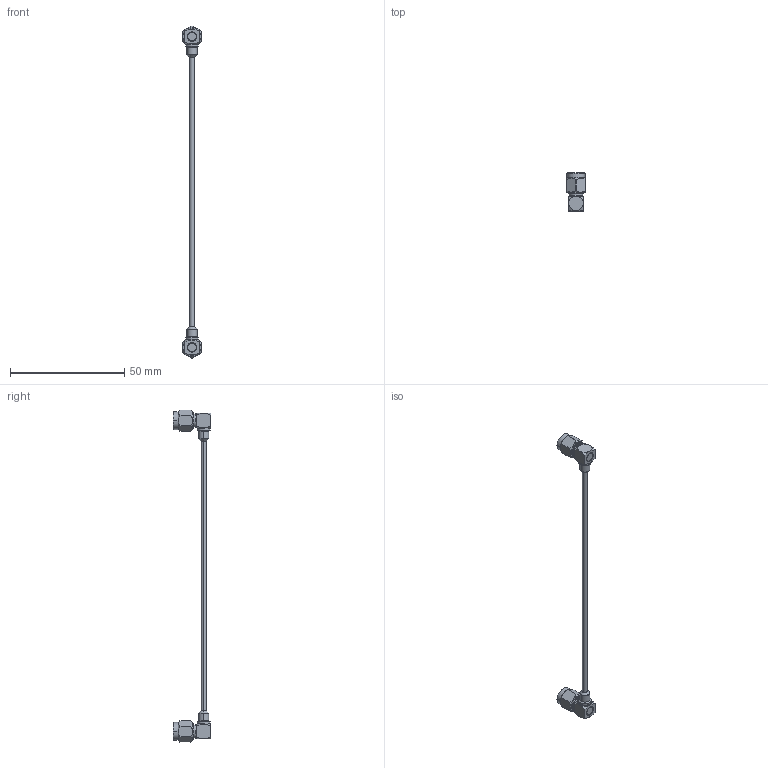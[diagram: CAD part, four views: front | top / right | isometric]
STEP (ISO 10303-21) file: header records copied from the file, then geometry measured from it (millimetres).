
FILE_DESCRIPTION (( 'STEP AP203' ), '1' );
FILE_NAME ('PE3819.step', '2018-07-25T19:22:24', ( '' ), ( '' ), 'SwSTEP 2.0', 'SolidWorks 2017', '' );
FILE_SCHEMA (( 'CONFIG_CONTROL_DESIGN' ));
Length unit declared in the file: inch
Products named in the file (4): Coax Cable_RG405; PE4083; PE3819; Soldering^PE3819
Assembly tree (5 placements, depth 2):
  PE3819
    Coax Cable_RG405
    PE4083  x2
    Soldering^PE3819  x2
Bounding box: 8 x 16.5 x 145.11 mm (x, y, z)
Volume: 1953.9 mm3; surface area: 2783.7 mm2
Topology: 7 solids, 7 shells, 618 faces, 1684 edges, 1104 vertices
Faces by surface type: plane 258, cylinder 190, cone 156, torus 8, bspline 6
Entity records: 11556 total; most frequent: CARTESIAN_POINT 3357, ORIENTED_EDGE 1690, DIRECTION 1561, EDGE_CURVE 845, AXIS2_PLACEMENT_3D 566, VERTEX_POINT 554, LINE 429, VECTOR 429
